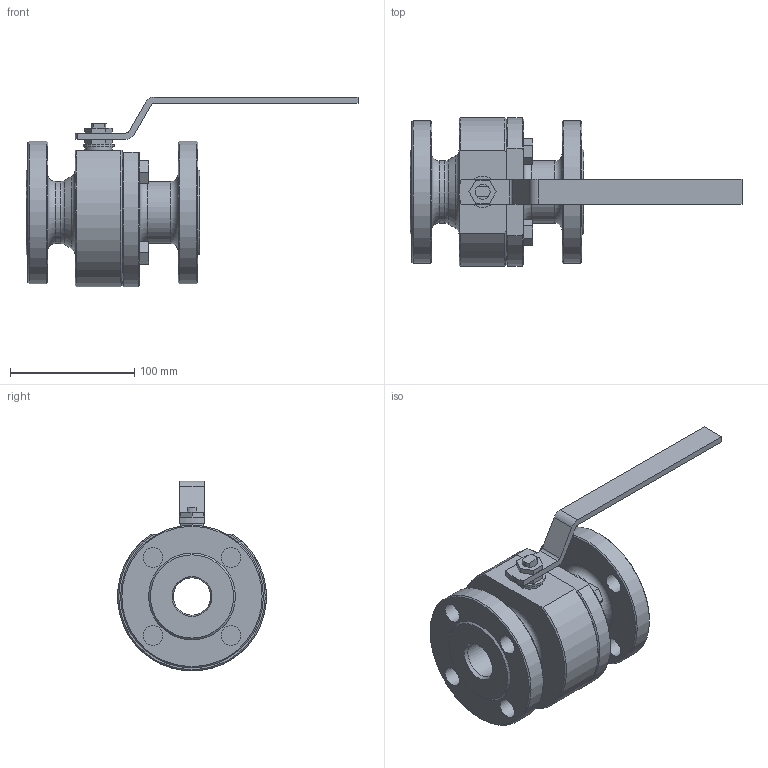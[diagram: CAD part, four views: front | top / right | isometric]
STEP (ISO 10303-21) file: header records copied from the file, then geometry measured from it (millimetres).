
FILE_DESCRIPTION( ( 'STEP AP214' ), '1' );
FILE_NAME( ' ', ' ', ( ' ' ), ( ' ' ), 'PSStep 13.0', 'VISI 18.0', ' ' );
FILE_SCHEMA( ( 'AUTOMOTIVE_DESIGN { 1 0 10303 214 1 1 1 1 }' ) );
Length unit declared in the file: millimetre
Products named in the file (1): 1
Bounding box: 267.5 x 119.92 x 153 mm (x, y, z)
Volume: 841446 mm3; surface area: 143854.4 mm2
Topology: 1 solids, 6 shells, 165 faces, 363 edges, 234 vertices
Faces by surface type: plane 87, cylinder 47, cone 26, torus 5
Full cylindrical faces by diameter (mm): 12.5 x1, 14 x4, 16 x8, 18 x4, 20 x1, 22 x1, 25 x1, 30 x2, 31.8 x2, 41.5 x2, 50 x2, 51.4 x1, 55 x1, 55.3 x1, 60.4 x1, 63.5 x1, 69.5 x1, 115 x2
Entity records: 5552 total; most frequent: CARTESIAN_POINT 789, DIRECTION 728, ORIENTED_EDGE 568, AXIS2_PLACEMENT_3D 287, EDGE_CURVE 284, EDGE_LOOP 273, VERTEX_POINT 223, FACE_OUTER_BOUND 206
